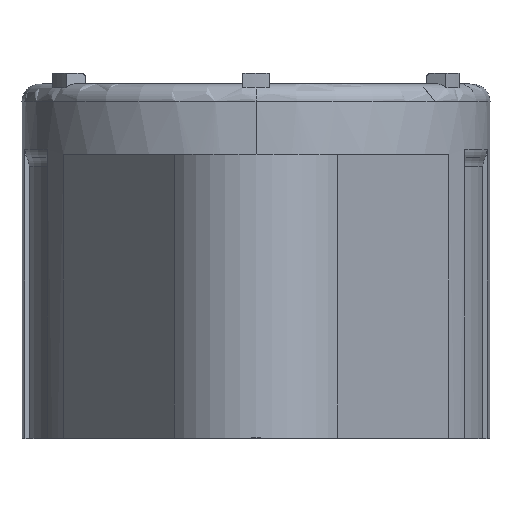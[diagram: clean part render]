
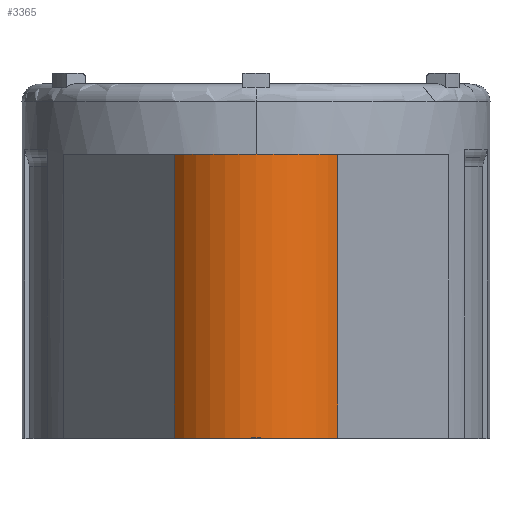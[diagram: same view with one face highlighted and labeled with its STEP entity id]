
A CAD part, top view. The second image highlights one B-rep face of the part: STEP entity #3365.
In plain terms, the highlighted cylindrical face has radius 7 mm (diameter 14 mm), a partial arc.
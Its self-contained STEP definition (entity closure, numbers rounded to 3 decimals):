
#23 = LINE ( 'NONE', #1140, #2156 ) ;
#48 = CARTESIAN_POINT ( 'NONE',  ( -5.764, 0., 20.717 ) ) ;
#257 = CIRCLE ( 'NONE', #3436, 7. ) ;
#496 = DIRECTION ( 'NONE',  ( 0., 0., 1. ) ) ;
#542 = DIRECTION ( 'NONE',  ( 0., 0., -1. ) ) ;
#587 = CYLINDRICAL_SURFACE ( 'NONE', #1191, 7. ) ;
#714 = DIRECTION ( 'NONE',  ( 0., 1., 0. ) ) ;
#876 = ORIENTED_EDGE ( 'NONE', *, *, #3399, .T. ) ;
#906 = VERTEX_POINT ( 'NONE', #48 ) ;
#1046 = DIRECTION ( 'NONE',  ( 0., -1., 0. ) ) ;
#1061 = ORIENTED_EDGE ( 'NONE', *, *, #2724, .T. ) ;
#1140 = CARTESIAN_POINT ( 'NONE',  ( 5.764, 20., 20.717 ) ) ;
#1191 = AXIS2_PLACEMENT_3D ( 'NONE', #2459, #1937, #542 ) ;
#1240 = VECTOR ( 'NONE', #1046, 1000. ) ;
#1303 = VERTEX_POINT ( 'NONE', #1662 ) ;
#1448 = EDGE_CURVE ( 'NONE', #1303, #3244, #23, .T. ) ;
#1453 = FACE_OUTER_BOUND ( 'NONE', #1528, .T. ) ;
#1527 = ORIENTED_EDGE ( 'NONE', *, *, #1448, .F. ) ;
#1528 = EDGE_LOOP ( 'NONE', ( #1061, #1527, #3092, #876 ) ) ;
#1662 = CARTESIAN_POINT ( 'NONE',  ( 5.764, 20., 20.717 ) ) ;
#1726 = AXIS2_PLACEMENT_3D ( 'NONE', #1853, #2113, #496 ) ;
#1832 = DIRECTION ( 'NONE',  ( 0., 0., 1. ) ) ;
#1853 = CARTESIAN_POINT ( 'NONE',  ( 0., 20., 16.745 ) ) ;
#1937 = DIRECTION ( 'NONE',  ( 0., -1., 0. ) ) ;
#2113 = DIRECTION ( 'NONE',  ( 0., 1., 0. ) ) ;
#2156 = VECTOR ( 'NONE', #2842, 1000. ) ;
#2354 = VERTEX_POINT ( 'NONE', #3470 ) ;
#2409 = CARTESIAN_POINT ( 'NONE',  ( 5.764, 0., 20.717 ) ) ;
#2459 = CARTESIAN_POINT ( 'NONE',  ( 0., 20., 16.745 ) ) ;
#2642 = EDGE_CURVE ( 'NONE', #2354, #1303, #3301, .T. ) ;
#2724 = EDGE_CURVE ( 'NONE', #906, #3244, #257, .T. ) ;
#2842 = DIRECTION ( 'NONE',  ( 0., -1., 0. ) ) ;
#3092 = ORIENTED_EDGE ( 'NONE', *, *, #2642, .F. ) ;
#3244 = VERTEX_POINT ( 'NONE', #2409 ) ;
#3301 = CIRCLE ( 'NONE', #1726, 7. ) ;
#3365 = ADVANCED_FACE ( 'NONE', ( #1453 ), #587, .T. ) ;
#3399 = EDGE_CURVE ( 'NONE', #2354, #906, #3592, .T. ) ;
#3436 = AXIS2_PLACEMENT_3D ( 'NONE', #3521, #714, #1832 ) ;
#3470 = CARTESIAN_POINT ( 'NONE',  ( -5.764, 20., 20.717 ) ) ;
#3521 = CARTESIAN_POINT ( 'NONE',  ( 0., 0., 16.745 ) ) ;
#3572 = CARTESIAN_POINT ( 'NONE',  ( -5.764, 20., 20.717 ) ) ;
#3592 = LINE ( 'NONE', #3572, #1240 ) ;
